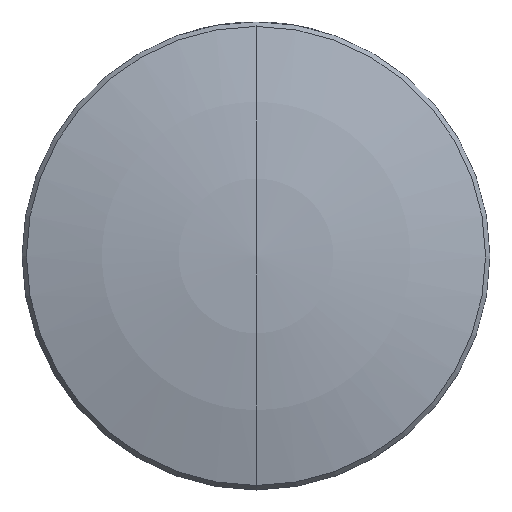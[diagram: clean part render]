
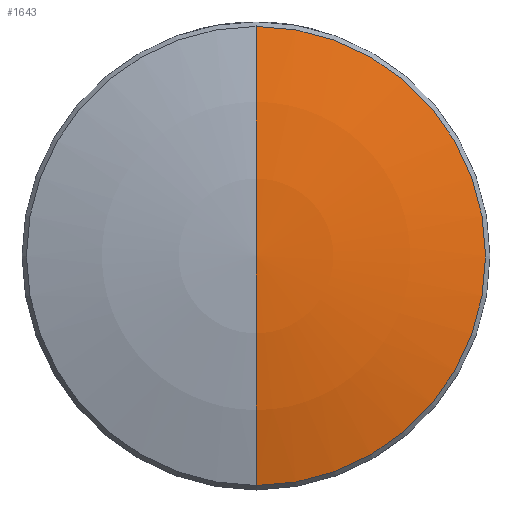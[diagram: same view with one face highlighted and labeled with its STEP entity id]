
A CAD part, top view. The second image highlights one B-rep face of the part: STEP entity #1643.
In plain terms, the highlighted toroidal (fillet/blend) face has major radius 0.028 mm and minor radius 46 mm.
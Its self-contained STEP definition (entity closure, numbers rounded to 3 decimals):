
#66 = CIRCLE ( 'NONE', #662, 46. ) ;
#208 = AXIS2_PLACEMENT_3D ( 'NONE', #661, #1561, #898 ) ;
#251 = CARTESIAN_POINT ( 'NONE',  ( 0., -12.46, 2.068 ) ) ;
#303 = EDGE_CURVE ( 'NONE', #1519, #1403, #504, .T. ) ;
#329 = CARTESIAN_POINT ( 'NONE',  ( 0., 0., -42.22 ) ) ;
#504 = CIRCLE ( 'NONE', #208, 46. ) ;
#547 = DIRECTION ( 'NONE',  ( 0., 0., -1. ) ) ;
#566 = AXIS2_PLACEMENT_3D ( 'NONE', #329, #547, #1178 ) ;
#620 = ORIENTED_EDGE ( 'NONE', *, *, #2627, .F. ) ;
#627 = FACE_OUTER_BOUND ( 'NONE', #1415, .T. ) ;
#661 = CARTESIAN_POINT ( 'NONE',  ( 0., -0.027, -42.22 ) ) ;
#662 = AXIS2_PLACEMENT_3D ( 'NONE', #1710, #2791, #2357 ) ;
#703 = CARTESIAN_POINT ( 'NONE',  ( 0., 0., 2.068 ) ) ;
#898 = DIRECTION ( 'NONE',  ( 0., 1., 0. ) ) ;
#901 = DIRECTION ( 'NONE',  ( 0., 1., 0. ) ) ;
#950 = CARTESIAN_POINT ( 'NONE',  ( 0., 0., 3.78 ) ) ;
#962 = EDGE_CURVE ( 'NONE', #1403, #1155, #2108, .T. ) ;
#1062 = CARTESIAN_POINT ( 'NONE',  ( 0., 12.46, 2.068 ) ) ;
#1155 = VERTEX_POINT ( 'NONE', #1062 ) ;
#1178 = DIRECTION ( 'NONE',  ( 0., 1., 0. ) ) ;
#1403 = VERTEX_POINT ( 'NONE', #251 ) ;
#1415 = EDGE_LOOP ( 'NONE', ( #620, #1620, #2714 ) ) ;
#1519 = VERTEX_POINT ( 'NONE', #950 ) ;
#1555 = DIRECTION ( 'NONE',  ( 0., 0., 1. ) ) ;
#1561 = DIRECTION ( 'NONE',  ( 1., 0., 0. ) ) ;
#1620 = ORIENTED_EDGE ( 'NONE', *, *, #303, .T. ) ;
#1643 = ADVANCED_FACE ( 'NONE', ( #627 ), #2198, .T. ) ;
#1710 = CARTESIAN_POINT ( 'NONE',  ( 0., 0.027, -42.22 ) ) ;
#1832 = AXIS2_PLACEMENT_3D ( 'NONE', #703, #1555, #901 ) ;
#2108 = CIRCLE ( 'NONE', #1832, 12.46 ) ;
#2198 = TOROIDAL_SURFACE ( 'NONE', #566, 0.027, 46. ) ;
#2357 = DIRECTION ( 'NONE',  ( 0., 0., 1. ) ) ;
#2627 = EDGE_CURVE ( 'NONE', #1519, #1155, #66, .T. ) ;
#2714 = ORIENTED_EDGE ( 'NONE', *, *, #962, .T. ) ;
#2791 = DIRECTION ( 'NONE',  ( -1., 0., 0. ) ) ;
